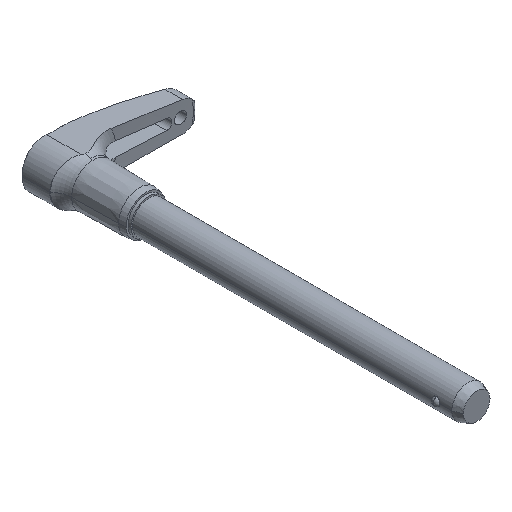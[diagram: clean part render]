
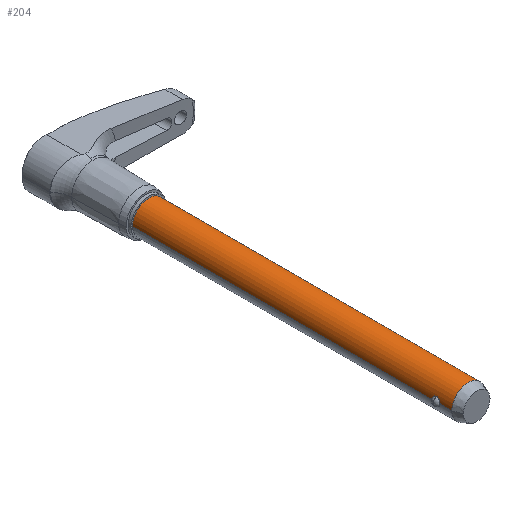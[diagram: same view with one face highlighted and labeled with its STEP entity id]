
A CAD part, isometric view. The second image highlights one B-rep face of the part: STEP entity #204.
In plain terms, the highlighted cylindrical face has radius 5.556 mm (diameter 11.113 mm), a partial arc.
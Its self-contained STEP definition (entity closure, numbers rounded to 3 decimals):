
#204=ADVANCED_FACE('',(#414),#415,.T.);
#414=FACE_OUTER_BOUND('',#623,.T.);
#415=CYLINDRICAL_SURFACE('',#624,5.556);
#623=EDGE_LOOP('',(#1165,#1166,#1167,#1168,#1169,#1170,#1171,#1172,#1173,#1174));
#624=AXIS2_PLACEMENT_3D('',#1175,#1176,#1177);
#1165=ORIENTED_EDGE('',*,*,#1289,.T.);
#1166=ORIENTED_EDGE('',*,*,#1337,.T.);
#1167=ORIENTED_EDGE('',*,*,#1282,.T.);
#1168=ORIENTED_EDGE('',*,*,#1296,.T.);
#1169=ORIENTED_EDGE('',*,*,#1379,.F.);
#1170=ORIENTED_EDGE('',*,*,#1294,.T.);
#1171=ORIENTED_EDGE('',*,*,#1382,.T.);
#1172=ORIENTED_EDGE('',*,*,#1372,.T.);
#1173=ORIENTED_EDGE('',*,*,#1291,.T.);
#1174=ORIENTED_EDGE('',*,*,#1482,.T.);
#1175=CARTESIAN_POINT('',(0.0,-55.626,0.0));
#1176=DIRECTION('',(-0.0,1.0,0.0));
#1177=DIRECTION('',(1.0,0.0,0.0));
#1282=EDGE_CURVE('',#1538,#1540,#1542,.T.);
#1289=EDGE_CURVE('',#1553,#1554,#1555,.T.);
#1291=EDGE_CURVE('',#1558,#1556,#1559,.T.);
#1294=EDGE_CURVE('',#1564,#1562,#1565,.T.);
#1296=EDGE_CURVE('',#1540,#1566,#1568,.T.);
#1337=EDGE_CURVE('',#1554,#1538,#1631,.T.);
#1372=EDGE_CURVE('',#1682,#1558,#1684,.T.);
#1379=EDGE_CURVE('',#1564,#1566,#1692,.T.);
#1382=EDGE_CURVE('',#1562,#1682,#1695,.T.);
#1482=EDGE_CURVE('',#1556,#1553,#1826,.T.);
#1538=VERTEX_POINT('',#2023);
#1540=VERTEX_POINT('',#2025);
#1542=B_SPLINE_CURVE_WITH_KNOTS('',3,(#2040,#2041,#2042,#2043,#2044,#2045,#2046,#2047,#2048,#2049,#2050,#2051,#2052,#2053),.UNSPECIFIED.,.F.,.F.,(4,2,2,2,2,2,4),(4.239,4.714,5.188,5.408,5.627,5.993,6.359),.UNSPECIFIED.);
#1553=VERTEX_POINT('',#2066);
#1554=VERTEX_POINT('',#2067);
#1555=LINE('',#2068,#2069);
#1556=VERTEX_POINT('',#2070);
#1558=VERTEX_POINT('',#2072);
#1559=LINE('',#2073,#2074);
#1562=VERTEX_POINT('',#2090);
#1564=VERTEX_POINT('',#2105);
#1565=LINE('',#2106,#2107);
#1566=VERTEX_POINT('',#2108);
#1568=LINE('',#2110,#2111);
#1631=B_SPLINE_CURVE_WITH_KNOTS('',3,(#2360,#2361,#2362,#2363,#2364,#2365,#2366,#2367,#2368,#2369,#2370,#2371,#2372,#2373),.UNSPECIFIED.,.F.,.F.,(4,2,2,2,2,2,4),(2.12,2.485,2.851,3.07,3.29,3.764,4.239),.UNSPECIFIED.);
#1682=VERTEX_POINT('',#2434);
#1684=B_SPLINE_CURVE_WITH_KNOTS('',3,(#2436,#2437,#2438,#2439,#2440,#2441,#2442,#2443,#2444,#2445,#2446,#2447,#2448,#2449),.UNSPECIFIED.,.F.,.F.,(4,2,2,2,2,2,4),(0.0,0.475,0.949,1.169,1.388,1.754,2.12),.UNSPECIFIED.);
#1692=CIRCLE('',#2521,5.556);
#1695=B_SPLINE_CURVE_WITH_KNOTS('',3,(#2524,#2525,#2526,#2527,#2528,#2529,#2530,#2531,#2532,#2533,#2534,#2535,#2536,#2537),.UNSPECIFIED.,.F.,.F.,(4,2,2,2,2,2,4),(6.359,6.724,7.09,7.309,7.529,8.003,8.478),.UNSPECIFIED.);
#1826=CIRCLE('',#3199,5.556);
#2023=CARTESIAN_POINT('',(5.365,-102.978,1.446));
#2025=CARTESIAN_POINT('',(5.556,-101.6,0.));
#2040=CARTESIAN_POINT('',(5.365,-102.978,1.446));
#2041=CARTESIAN_POINT('',(5.365,-102.82,1.446));
#2042=CARTESIAN_POINT('',(5.373,-102.651,1.416));
#2043=CARTESIAN_POINT('',(5.404,-102.338,1.294));
#2044=CARTESIAN_POINT('',(5.426,-102.194,1.203));
#2045=CARTESIAN_POINT('',(5.456,-102.023,1.049));
#2046=CARTESIAN_POINT('',(5.467,-101.968,0.992));
#2047=CARTESIAN_POINT('',(5.488,-101.87,0.868));
#2048=CARTESIAN_POINT('',(5.499,-101.826,0.801));
#2049=CARTESIAN_POINT('',(5.521,-101.731,0.632));
#2050=CARTESIAN_POINT('',(5.534,-101.681,0.509));
#2051=CARTESIAN_POINT('',(5.552,-101.615,0.254));
#2052=CARTESIAN_POINT('',(5.556,-101.6,0.122));
#2053=CARTESIAN_POINT('',(5.556,-101.6,0.));
#2066=CARTESIAN_POINT('',(5.556,-108.356,0.0));
#2067=CARTESIAN_POINT('',(5.556,-104.357,0.));
#2068=CARTESIAN_POINT('',(5.556,-55.626,0.));
#2069=VECTOR('',#3250,1.0);
#2070=CARTESIAN_POINT('',(-5.556,-108.356,0.));
#2072=CARTESIAN_POINT('',(-5.556,-104.357,0.));
#2073=CARTESIAN_POINT('',(-5.556,-55.626,0.));
#2074=VECTOR('',#3254,1.0);
#2090=CARTESIAN_POINT('',(-5.556,-101.6,0.));
#2105=CARTESIAN_POINT('',(-5.556,0.0,0.));
#2106=CARTESIAN_POINT('',(-5.556,-55.626,0.));
#2107=VECTOR('',#3255,1.0);
#2108=CARTESIAN_POINT('',(5.556,0.0,0.0));
#2110=CARTESIAN_POINT('',(5.556,-55.626,0.));
#2111=VECTOR('',#3259,1.0);
#2360=CARTESIAN_POINT('',(5.556,-104.357,0.));
#2361=CARTESIAN_POINT('',(5.556,-104.357,0.122));
#2362=CARTESIAN_POINT('',(5.552,-104.341,0.254));
#2363=CARTESIAN_POINT('',(5.534,-104.276,0.509));
#2364=CARTESIAN_POINT('',(5.521,-104.225,0.632));
#2365=CARTESIAN_POINT('',(5.499,-104.131,0.801));
#2366=CARTESIAN_POINT('',(5.488,-104.087,0.868));
#2367=CARTESIAN_POINT('',(5.467,-103.988,0.992));
#2368=CARTESIAN_POINT('',(5.456,-103.933,1.049));
#2369=CARTESIAN_POINT('',(5.426,-103.763,1.203));
#2370=CARTESIAN_POINT('',(5.404,-103.619,1.294));
#2371=CARTESIAN_POINT('',(5.373,-103.305,1.416));
#2372=CARTESIAN_POINT('',(5.365,-103.136,1.446));
#2373=CARTESIAN_POINT('',(5.365,-102.978,1.446));
#2434=CARTESIAN_POINT('',(-5.365,-102.978,1.446));
#2436=CARTESIAN_POINT('',(-5.365,-102.978,1.446));
#2437=CARTESIAN_POINT('',(-5.365,-103.136,1.446));
#2438=CARTESIAN_POINT('',(-5.373,-103.305,1.416));
#2439=CARTESIAN_POINT('',(-5.404,-103.619,1.294));
#2440=CARTESIAN_POINT('',(-5.426,-103.763,1.203));
#2441=CARTESIAN_POINT('',(-5.456,-103.933,1.049));
#2442=CARTESIAN_POINT('',(-5.467,-103.988,0.992));
#2443=CARTESIAN_POINT('',(-5.488,-104.087,0.868));
#2444=CARTESIAN_POINT('',(-5.499,-104.131,0.801));
#2445=CARTESIAN_POINT('',(-5.521,-104.225,0.632));
#2446=CARTESIAN_POINT('',(-5.534,-104.276,0.509));
#2447=CARTESIAN_POINT('',(-5.552,-104.341,0.254));
#2448=CARTESIAN_POINT('',(-5.556,-104.357,0.122));
#2449=CARTESIAN_POINT('',(-5.556,-104.357,0.));
#2521=AXIS2_PLACEMENT_3D('',#3372,#3373,#3374);
#2524=CARTESIAN_POINT('',(-5.556,-101.6,0.));
#2525=CARTESIAN_POINT('',(-5.556,-101.6,0.122));
#2526=CARTESIAN_POINT('',(-5.552,-101.615,0.254));
#2527=CARTESIAN_POINT('',(-5.534,-101.681,0.509));
#2528=CARTESIAN_POINT('',(-5.521,-101.731,0.632));
#2529=CARTESIAN_POINT('',(-5.499,-101.826,0.801));
#2530=CARTESIAN_POINT('',(-5.488,-101.87,0.868));
#2531=CARTESIAN_POINT('',(-5.467,-101.968,0.992));
#2532=CARTESIAN_POINT('',(-5.456,-102.023,1.049));
#2533=CARTESIAN_POINT('',(-5.426,-102.194,1.203));
#2534=CARTESIAN_POINT('',(-5.404,-102.338,1.294));
#2535=CARTESIAN_POINT('',(-5.373,-102.651,1.416));
#2536=CARTESIAN_POINT('',(-5.365,-102.82,1.446));
#2537=CARTESIAN_POINT('',(-5.365,-102.978,1.446));
#3199=AXIS2_PLACEMENT_3D('',#3481,#3482,#3483);
#3250=DIRECTION('',(0.0,1.0,0.0));
#3254=DIRECTION('',(-0.0,-1.0,-0.0));
#3255=DIRECTION('',(-0.0,-1.0,-0.0));
#3259=DIRECTION('',(0.0,1.0,0.0));
#3372=CARTESIAN_POINT('',(0.0,0.0,0.0));
#3373=DIRECTION('',(-0.0,1.0,0.0));
#3374=DIRECTION('',(1.0,0.0,0.0));
#3481=CARTESIAN_POINT('',(0.0,-108.356,0.0));
#3482=DIRECTION('',(0.,1.0,0.0));
#3483=DIRECTION('',(1.0,0.,0.0));
